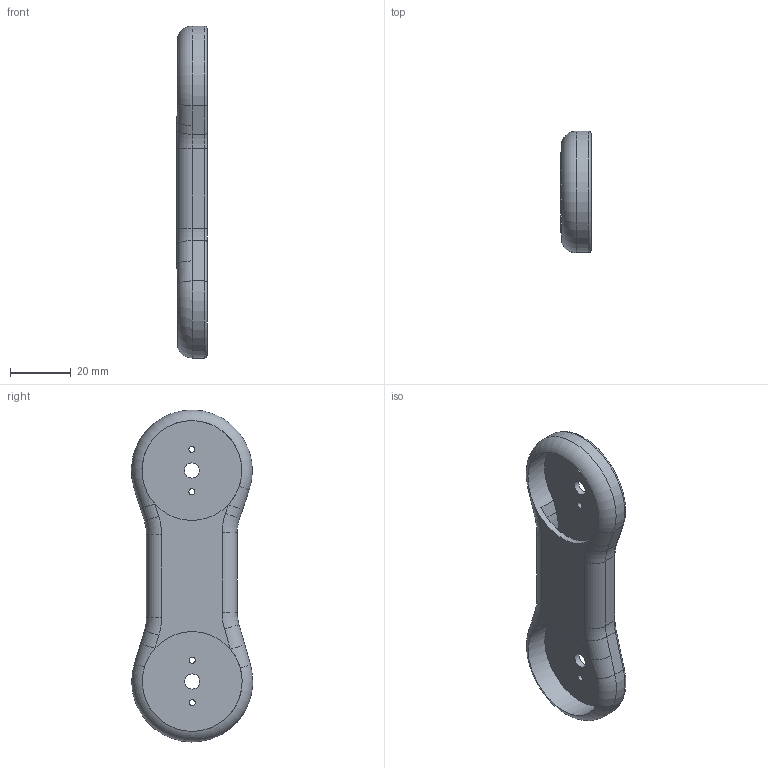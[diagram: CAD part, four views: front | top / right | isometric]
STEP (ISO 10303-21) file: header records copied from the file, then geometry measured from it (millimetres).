
FILE_DESCRIPTION(/* description */ ('','CAx-IF Rec.Pracs.---Representation and Presentation of Product Manufacturing Information (PMI)---4.0---2014-10-13'),/* implementation_level */ '2;1');
FILE_NAME(/* name */ 'second arm part v2.step',/* time_stamp */ '2024-12-20T00:26:57+07:00',/* author */ (''),/* organization */ (''),/* preprocessor_version */ 'ST-DEVELOPER v20',/* originating_system */ 'Autodesk Translation Framework v13.20.0.188',/* authorisation */ '');
FILE_SCHEMA (('AP242_MANAGED_MODEL_BASED_3D_ENGINEERING_MIM_LF { 1 0 10303 442 1 1 4 }'));
Length unit declared in the file: centimetre
Products named in the file (1): second arm part
Bounding box: 10 x 40.07 x 109.73 mm (x, y, z)
Volume: 15649.9 mm3; surface area: 12604.4 mm2
Topology: 1 solids, 1 shells, 62 faces, 158 edges, 96 vertices
Faces by surface type: cylinder 34, plane 16, torus 12
Full cylindrical faces by diameter (mm): 2 x4, 5 x2, 33 x2
Entity records: 1961 total; most frequent: DIRECTION 362, CARTESIAN_POINT 345, ORIENTED_EDGE 316, EDGE_CURVE 158, AXIS2_PLACEMENT_3D 145, VERTEX_POINT 96, CIRCLE 82, EDGE_LOOP 74
